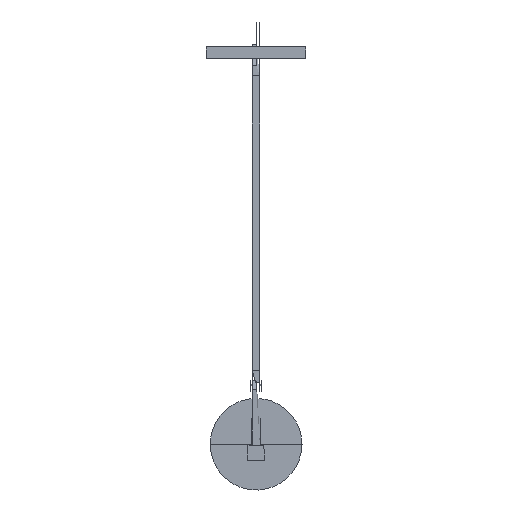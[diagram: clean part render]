
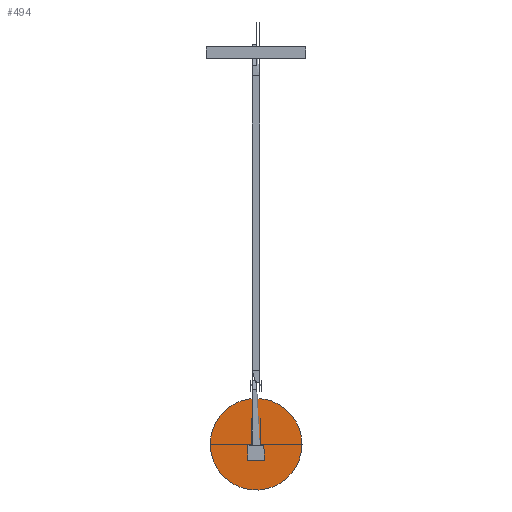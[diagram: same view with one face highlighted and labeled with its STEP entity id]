
A CAD part, front view. The second image highlights one B-rep face of the part: STEP entity #494.
In plain terms, the highlighted planar face has unit normal (0, -1, 0).
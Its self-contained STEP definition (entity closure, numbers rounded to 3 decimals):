
#494=ADVANCED_FACE('',(#653),#3130,.T.);
#653=FACE_OUTER_BOUND('',#814,.T.);
#814=EDGE_LOOP('',(#1019,#1020));
#1019=ORIENTED_EDGE('',*,*,#1642,.F.);
#1020=ORIENTED_EDGE('',*,*,#1639,.F.);
#1639=EDGE_CURVE('',#2562,#2564,#2183,.T.);
#1642=EDGE_CURVE('',#2564,#2562,#2186,.T.);
#2183=(
BOUNDED_CURVE()
B_SPLINE_CURVE(2,(#4595,#4596,#4597,#4598,#4599),.UNSPECIFIED.,.F.,.F.)
B_SPLINE_CURVE_WITH_KNOTS((3,2,3),(-375.745,-281.809,
-187.873),.UNSPECIFIED.)
CURVE()
GEOMETRIC_REPRESENTATION_ITEM()
RATIONAL_B_SPLINE_CURVE((1.,0.707,1.,0.707,1.))
REPRESENTATION_ITEM('')
);
#2186=(
BOUNDED_CURVE()
B_SPLINE_CURVE(2,(#4608,#4609,#4610,#4611,#4612),.UNSPECIFIED.,.F.,.F.)
B_SPLINE_CURVE_WITH_KNOTS((3,2,3),(-187.873,-93.936,
0.),.UNSPECIFIED.)
CURVE()
GEOMETRIC_REPRESENTATION_ITEM()
RATIONAL_B_SPLINE_CURVE((1.,0.707,1.,0.707,1.))
REPRESENTATION_ITEM('')
);
#2562=VERTEX_POINT('',#4583);
#2564=VERTEX_POINT('',#4585);
#3130=PLANE('',#3826);
#3826=AXIS2_PLACEMENT_3D('',#4492,#3950,$);
#3950=DIRECTION('',(0.,-1.,0.));
#4492=CARTESIAN_POINT('',(-71.945,304.645,-193.399));
#4583=CARTESIAN_POINT('',(59.802,304.645,-265.344));
#4585=CARTESIAN_POINT('',(-59.802,304.645,-265.344));
#4595=CARTESIAN_POINT('',(59.802,304.645,-265.344));
#4596=CARTESIAN_POINT('',(59.802,304.645,-325.146));
#4597=CARTESIAN_POINT('',(0.,304.645,-325.146));
#4598=CARTESIAN_POINT('',(-59.802,304.645,-325.146));
#4599=CARTESIAN_POINT('',(-59.802,304.645,-265.344));
#4608=CARTESIAN_POINT('',(-59.802,304.645,-265.344));
#4609=CARTESIAN_POINT('',(-59.802,304.645,-205.543));
#4610=CARTESIAN_POINT('',(0.,304.645,-205.543));
#4611=CARTESIAN_POINT('',(59.802,304.645,-205.543));
#4612=CARTESIAN_POINT('',(59.802,304.645,-265.344));
